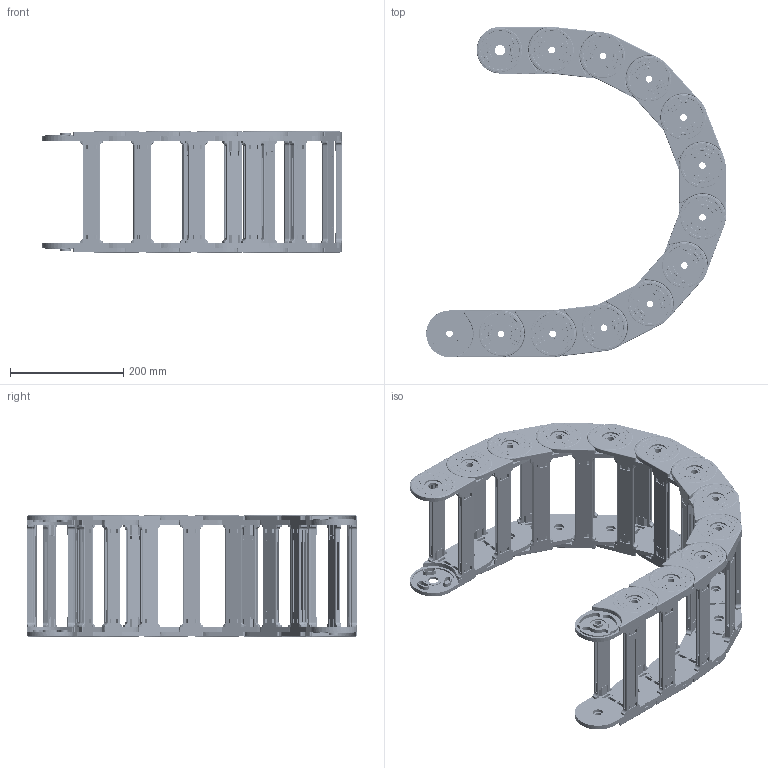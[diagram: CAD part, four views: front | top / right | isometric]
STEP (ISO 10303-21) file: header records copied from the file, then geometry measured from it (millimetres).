
FILE_DESCRIPTION (( 'STEP AP214' ), '1' );
FILE_NAME ('CK60-A180-R250.STEP', '2019-09-19T05:34:44', ( '' ), ( '' ), 'SwSTEP 2.0', 'SolidWorks 2017', '' );
FILE_SCHEMA (( 'AUTOMOTIVE_DESIGN' ));
Length unit declared in the file: millimetre
Products named in the file (2): CK60-A180-R250; CK60-A180-1
Assembly tree (12 placements, depth 2):
  CK60-A180-R250
    CK60-A180-1  x12
Bounding box: 528.03 x 582.03 x 213.56 mm (x, y, z)
Volume: 3154126.6 mm3; surface area: 1657027.1 mm2
Topology: 48 solids, 48 shells, 11736 faces, 30480 edges, 19680 vertices
Faces by surface type: plane 5112, cylinder 3528, bspline 2472, torus 432, sphere 192
Entity records: 39403 total; most frequent: CARTESIAN_POINT 17013, ORIENTED_EDGE 5056, DIRECTION 4114, EDGE_CURVE 2528, VERTEX_POINT 1640, LINE 1392, VECTOR 1392, AXIS2_PLACEMENT_3D 1361
